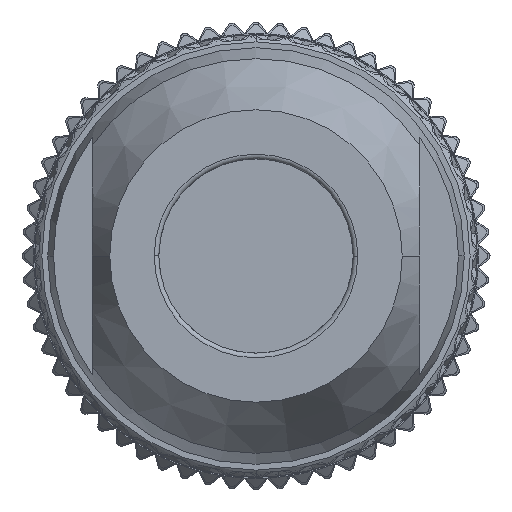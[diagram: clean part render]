
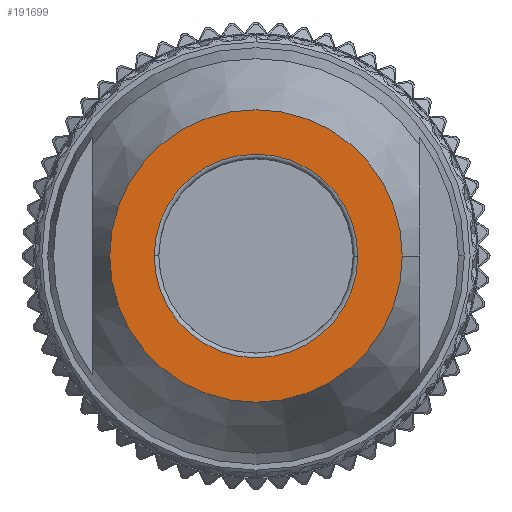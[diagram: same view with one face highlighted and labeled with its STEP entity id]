
A CAD part, front view. The second image highlights one B-rep face of the part: STEP entity #191699.
In plain terms, the highlighted planar face has unit normal (0, -1, 0).
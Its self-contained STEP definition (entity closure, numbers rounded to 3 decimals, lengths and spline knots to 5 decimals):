
#55438=CARTESIAN_POINT('',(0.,-1.99016,0.));
#55439=DIRECTION('',(0.,1.,0.));
#55440=DIRECTION('',(1.,0.,0.));
#55441=AXIS2_PLACEMENT_3D('',#55438,#55439,#55440);
#55443=CARTESIAN_POINT('',(0.,-1.99016,0.));
#55444=DIRECTION('',(0.,1.,0.));
#55445=DIRECTION('',(-1.,0.,0.));
#55446=AXIS2_PLACEMENT_3D('',#55443,#55444,#55445);
#55448=CARTESIAN_POINT('',(0.,-1.99016,0.));
#55449=DIRECTION('',(0.,-1.,0.));
#55450=DIRECTION('',(1.,0.,0.));
#55451=AXIS2_PLACEMENT_3D('',#55448,#55449,#55450);
#55453=CARTESIAN_POINT('',(0.,-1.99016,0.));
#55454=DIRECTION('',(0.,-1.,0.));
#55455=DIRECTION('',(-1.,0.,0.012));
#55456=AXIS2_PLACEMENT_3D('',#55453,#55454,#55455);
#55458=CARTESIAN_POINT('',(0.,-1.99016,0.));
#55459=DIRECTION('',(0.,-1.,0.));
#55460=DIRECTION('',(-1.,0.,0.));
#55461=AXIS2_PLACEMENT_3D('',#55458,#55459,#55460);
#55463=CARTESIAN_POINT('',(0.,-1.99016,0.));
#55464=DIRECTION('',(0.,-1.,0.));
#55465=DIRECTION('',(1.,0.,-0.012));
#55466=AXIS2_PLACEMENT_3D('',#55463,#55464,#55465);
#76287=CARTESIAN_POINT('',(-0.24606,-1.99016,0.));
#76288=VERTEX_POINT('',#76287);
#76289=CARTESIAN_POINT('',(0.24606,-1.99016,0.));
#76290=VERTEX_POINT('',#76289);
#76291=CARTESIAN_POINT('',(-0.17125,-1.99016,
0.00211));
#76292=CARTESIAN_POINT('',(-0.17126,-1.99016,
-0.00005));
#76293=VERTEX_POINT('',#76291);
#76294=VERTEX_POINT('',#76292);
#76295=CARTESIAN_POINT('',(0.17126,-1.99016,
0.00005));
#76296=VERTEX_POINT('',#76295);
#76297=CARTESIAN_POINT('',(0.17125,-1.99016,
-0.00211));
#76298=VERTEX_POINT('',#76297);
#191680=CARTESIAN_POINT('',(0.,-1.99016,0.));
#191681=DIRECTION('',(0.,-1.,0.));
#191682=DIRECTION('',(-1.,0.,0.));
#191683=AXIS2_PLACEMENT_3D('',#191680,#191681,#191682);
#191684=PLANE('',#191683);
#191685=ORIENTED_EDGE('',*,*,#191631,.T.);
#191686=ORIENTED_EDGE('',*,*,#191671,.T.);
#191687=EDGE_LOOP('',(#191685,#191686));
#191688=FACE_OUTER_BOUND('',#191687,.F.);
#191690=ORIENTED_EDGE('',*,*,#191689,.T.);
#191692=ORIENTED_EDGE('',*,*,#191691,.T.);
#191694=ORIENTED_EDGE('',*,*,#191693,.T.);
#191696=ORIENTED_EDGE('',*,*,#191695,.T.);
#191697=EDGE_LOOP('',(#191690,#191692,#191694,#191696));
#191698=FACE_BOUND('',#191697,.F.);
#191699=ADVANCED_FACE('',(#191688,#191698),#191684,.T.);
#55442=CIRCLE('',#55441,0.24606);
#55447=CIRCLE('',#55446,0.24606);
#55452=CIRCLE('',#55451,0.17126);
#55457=CIRCLE('',#55456,0.17126);
#55462=CIRCLE('',#55461,0.17126);
#55467=CIRCLE('',#55466,0.17126);
#191631=EDGE_CURVE('',#76290,#76288,#55442,.T.);
#191671=EDGE_CURVE('',#76288,#76290,#55447,.T.);
#191689=EDGE_CURVE('',#76296,#76293,#55452,.T.);
#191691=EDGE_CURVE('',#76293,#76294,#55457,.T.);
#191693=EDGE_CURVE('',#76294,#76298,#55462,.T.);
#191695=EDGE_CURVE('',#76298,#76296,#55467,.T.);
